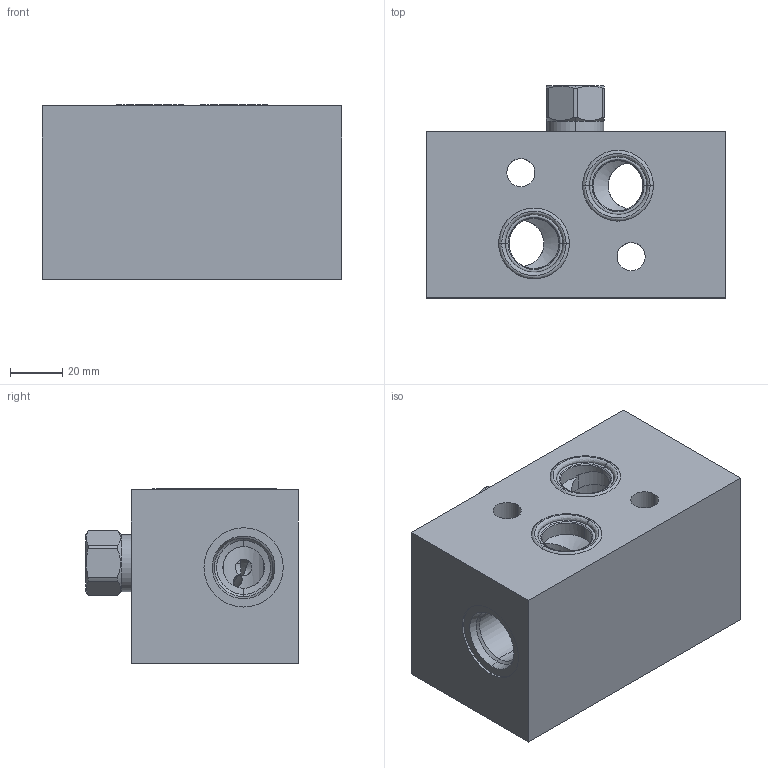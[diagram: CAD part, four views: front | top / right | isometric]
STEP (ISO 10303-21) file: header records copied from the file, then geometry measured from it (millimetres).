
FILE_DESCRIPTION((''),'2;1');
FILE_NAME('WQQ_ASM','2024-06-25T',('ProEService'),(''),'PRO/ENGINEER BY PARAMETRIC TECHNOLOGY CORPORATION, 2014200','PRO/ENGINEER BY PARAMETRIC TECHNOLOGY CORPORATION, 2014200','');
FILE_SCHEMA(('CONFIG_CONTROL_DESIGN'));
Length unit declared in the file: inch
Products named in the file (4): 159-336-002; 500-001-118; CSAAEXN; WQQ_ASM
Assembly tree (4 placements, depth 2):
  WQQ_ASM
    159-336-002
    500-001-118  x2
    CSAAEXN
Bounding box: 114.3 x 80.85 x 66.5 mm (x, y, z)
Volume: 390655.8 mm3; surface area: 64627.6 mm2
Topology: 5 solids, 7 shells, 334 faces, 992 edges, 796 vertices
Faces by surface type: cylinder 138, cone 96, plane 48, torus 38, revolution 14
Entity records: 12946 total; most frequent: CARTESIAN_POINT 4015, DIRECTION 1971, ORIENTED_EDGE 1500, EDGE_CURVE 750, AXIS2_PLACEMENT_3D 741, VECTOR 479, LINE 479, VERTEX_POINT 451
